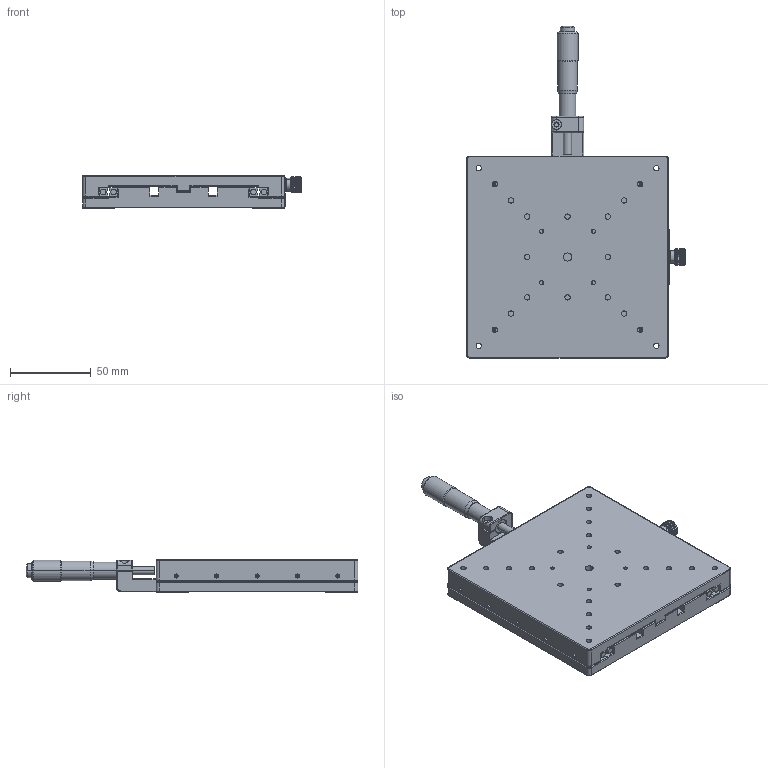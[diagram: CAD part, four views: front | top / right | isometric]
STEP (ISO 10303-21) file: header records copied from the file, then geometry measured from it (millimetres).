
FILE_DESCRIPTION (( 'STEP AP203' ), '1' );
FILE_NAME ('SPYD125ZL 忒雄弇痄怢.STEP', '2020-07-13T07:38:37', ( 'User' ), ( 'Microsoft' ), 'SwSTEP 2.0', 'SolidWorks 2018', '' );
FILE_SCHEMA (( 'CONFIG_CONTROL_DESIGN' ));
Length unit declared in the file: millimetre
Products named in the file (2): SPYD125ZL 忒雄弇痄怢
Bounding box: 135.5 x 205.5 x 20 mm (x, y, z)
Surface area: 92251.5 mm2 (no closed solid volume)
Topology: 0 solids, 26 shells, 579 faces, 2106 edges, 1506 vertices
Faces by surface type: plane 268, cylinder 240, cone 24, bspline 23, torus 22, sphere 2
Entity records: 27683 total; most frequent: CARTESIAN_POINT 9754, DIRECTION 3602, ORIENTED_EDGE 3427, EDGE_CURVE 2106, VERTEX_POINT 1506, AXIS2_PLACEMENT_3D 1259, VECTOR 1084, LINE 1084
